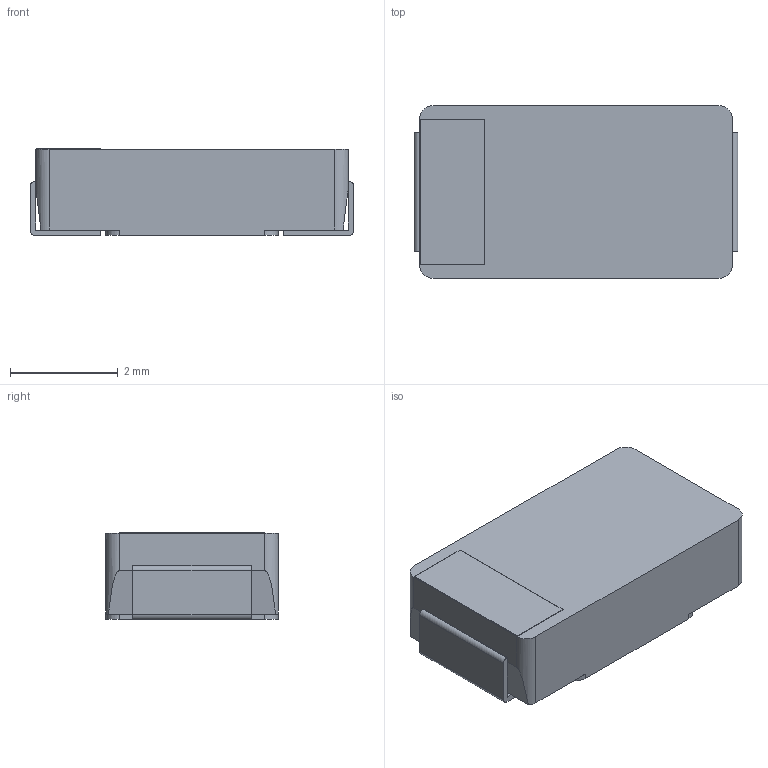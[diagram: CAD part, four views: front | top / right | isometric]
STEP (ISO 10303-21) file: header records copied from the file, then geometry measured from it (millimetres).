
FILE_DESCRIPTION(('Open CASCADE Model'),'2;1');
FILE_NAME('Open CASCADE Shape Model','2025-01-31T13:31:11',('Author'),('Open CASCADE'),'Open CASCADE STEP processor 7.7','Open CASCADE 7.7','Unknown');
FILE_SCHEMA(('AUTOMOTIVE_DESIGN { 1 0 10303 214 1 1 1 1 }'));
Length unit declared in the file: millimetre
Products named in the file (1): CAPPM600X320X150L130X220
Bounding box: 6 x 3.2 x 1.61 mm (x, y, z)
Volume: 29.5 mm3; surface area: 74.3 mm2
Topology: 1 solids, 1 shells, 45 faces, 130 edges, 84 vertices
Faces by surface type: plane 33, cylinder 12
Entity records: 1083 total; most frequent: ORIENTED_EDGE 208, CARTESIAN_POINT 177, EDGE_CURVE 130, LINE 86, VERTEX_POINT 84, AXIS2_PLACEMENT_3D 73, FACE_BOUND 46, EDGE_LOOP 46
